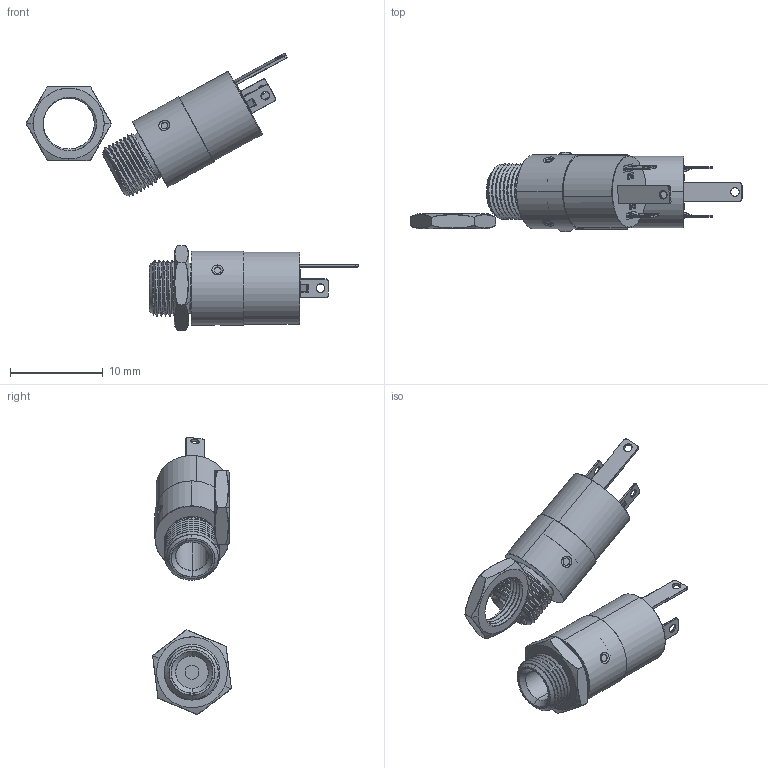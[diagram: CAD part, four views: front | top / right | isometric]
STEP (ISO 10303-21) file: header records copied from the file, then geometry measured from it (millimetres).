
FILE_DESCRIPTION (( 'STEP AP214' ), '1' );
FILE_NAME ('Assem1.STEP', '2015-12-09T09:53:11', ( '' ), ( '' ), 'SwSTEP 2.0', 'SolidWorks 2016', '' );
FILE_SCHEMA (( 'AUTOMOTIVE_DESIGN' ));
Length unit declared in the file: millimetre
Products named in the file (5): Assem1; pin; nut_默认è_; mid plastic; front metal
Assembly tree (8 placements, depth 2):
  Assem1
    front metal  x2
    mid plastic  x2
    pin  x2
    nut_默认è_  x2
Bounding box: 35.8 x 8.52 x 29.91 mm (x, y, z)
Volume: 1175.8 mm3; surface area: 2181.4 mm2
Topology: 12 solids, 12 shells, 726 faces, 1722 edges, 1044 vertices
Faces by surface type: plane 338, cylinder 134, bspline 118, cone 68, torus 44, sphere 24
Entity records: 16429 total; most frequent: CARTESIAN_POINT 8346, ORIENTED_EDGE 1722, DIRECTION 1487, EDGE_CURVE 861, VERTEX_POINT 522, AXIS2_PLACEMENT_3D 501, LINE 485, VECTOR 485
